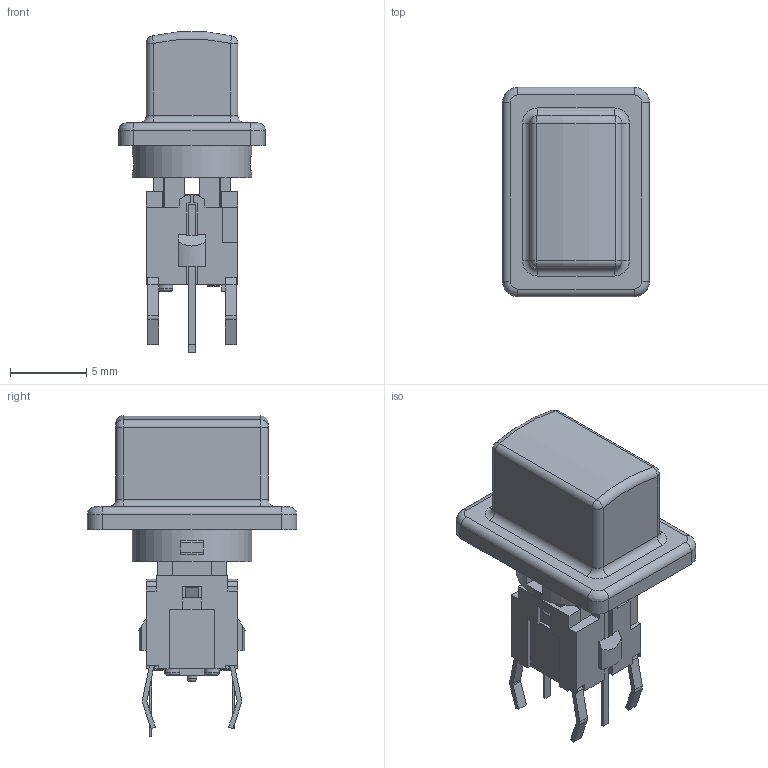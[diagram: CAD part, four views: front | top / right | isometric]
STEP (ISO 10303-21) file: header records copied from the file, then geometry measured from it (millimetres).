
FILE_DESCRIPTION(/* description */ (''),/* implementation_level */ '2;1');
FILE_NAME(/* name */ 'TL1220S6NNTGN.stp',/* time_stamp */ '2025-12-31T12:10:32-06:00',/* author */ ('mroman'),/* organization */ (''),/* preprocessor_version */ 'ST-DEVELOPER v18.1',/* originating_system */ 'Autodesk Inventor 2022',/* authorisation */ '');
FILE_SCHEMA (('AUTOMOTIVE_DESIGN { 1 0 10303 214 3 1 1 }'));
Length unit declared in the file: inch
Products named in the file (1): TL1220S6NNTGN
Bounding box: 9.6 x 13.7 x 20.97 mm (x, y, z)
Volume: 440.2 mm3; surface area: 1536.4 mm2
Topology: 3 solids, 3 shells, 436 faces, 1244 edges, 792 vertices
Faces by surface type: plane 333, cylinder 77, bspline 13, torus 8, sphere 4, cone 1
Full cylindrical faces by diameter (mm): 1 x3, 3.7 x1, 7.8 x1
Entity records: 14321 total; most frequent: CARTESIAN_POINT 2836, ORIENTED_EDGE 2480, DIRECTION 2266, EDGE_CURVE 1240, LINE 1036, VECTOR 1036, VERTEX_POINT 792, AXIS2_PLACEMENT_3D 615
